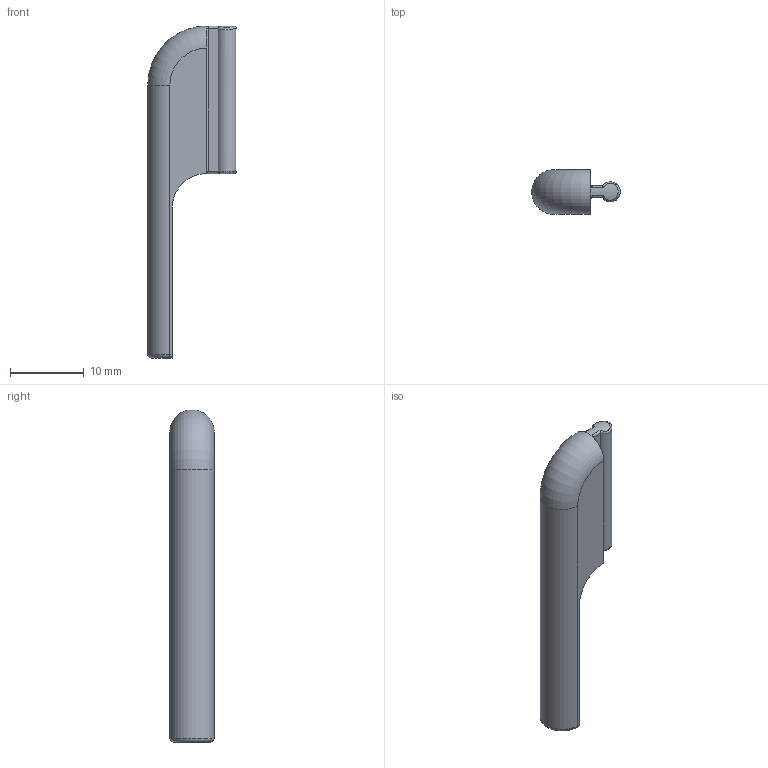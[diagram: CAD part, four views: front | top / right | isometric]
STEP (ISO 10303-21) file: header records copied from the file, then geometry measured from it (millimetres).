
FILE_DESCRIPTION(/* description */ (''),/* implementation_level */ '2;1');
FILE_NAME(/* name */ 'Crochet store toit.stp',/* time_stamp */ '2018-08-06T21:59:35+02:00',/* author */ ('berne'),/* organization */ (''),/* preprocessor_version */ 'ST-DEVELOPER v16.13',/* originating_system */ 'Autodesk Inventor 2018',/* authorisation */ '');
FILE_SCHEMA (('AUTOMOTIVE_DESIGN { 1 0 10303 214 3 1 1 }'));
Length unit declared in the file: millimetre
Products named in the file (1): Crochet store toit
Bounding box: 12 x 6 x 45 mm (x, y, z)
Volume: 1371.4 mm3; surface area: 1105.1 mm2
Topology: 1 solids, 1 shells, 33 faces, 81 edges, 50 vertices
Faces by surface type: cylinder 14, plane 9, torus 7, bspline 3
Entity records: 1432 total; most frequent: CARTESIAN_POINT 616, DIRECTION 167, ORIENTED_EDGE 162, EDGE_CURVE 81, AXIS2_PLACEMENT_3D 67, VERTEX_POINT 50, CIRCLE 34, FACE_OUTER_BOUND 33
